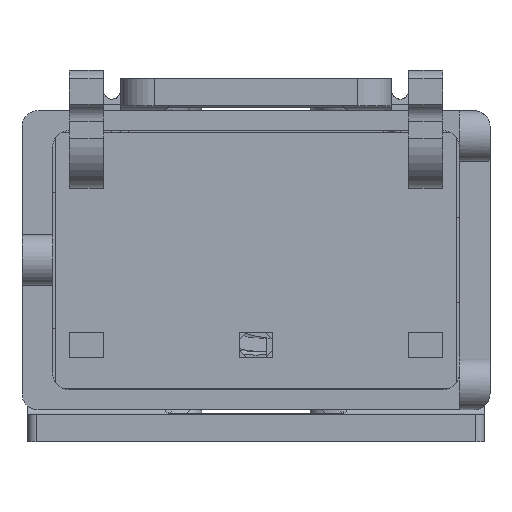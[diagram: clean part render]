
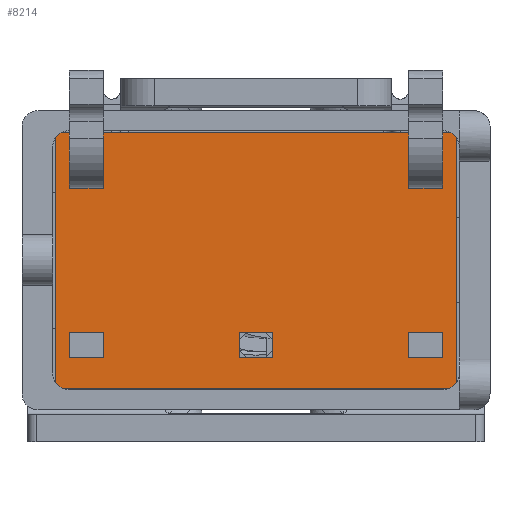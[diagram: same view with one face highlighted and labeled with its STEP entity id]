
A CAD part, front view. The second image highlights one B-rep face of the part: STEP entity #8214.
In plain terms, the highlighted planar face has unit normal (0, -1, 0).
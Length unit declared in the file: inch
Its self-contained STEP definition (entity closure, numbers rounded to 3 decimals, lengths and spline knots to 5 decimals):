
#309=PLANE('',#8844);
#524=CIRCLE('',#8709,0.01);
#561=CIRCLE('',#8845,0.01);
#562=CIRCLE('',#8846,0.01);
#563=CIRCLE('',#8847,0.01);
#2491=ORIENTED_EDGE('',*,*,#4364,.F.);
#2492=ORIENTED_EDGE('',*,*,#3628,.T.);
#2493=ORIENTED_EDGE('',*,*,#4368,.T.);
#2494=ORIENTED_EDGE('',*,*,#4367,.F.);
#2495=ORIENTED_EDGE('',*,*,#4346,.F.);
#2496=ORIENTED_EDGE('',*,*,#4369,.T.);
#2497=ORIENTED_EDGE('',*,*,#3404,.T.);
#2498=ORIENTED_EDGE('',*,*,#4347,.F.);
#2499=ORIENTED_EDGE('',*,*,#4370,.F.);
#2500=ORIENTED_EDGE('',*,*,#4371,.T.);
#2501=ORIENTED_EDGE('',*,*,#4372,.T.);
#2502=ORIENTED_EDGE('',*,*,#4373,.F.);
#2503=ORIENTED_EDGE('',*,*,#4059,.F.);
#2504=ORIENTED_EDGE('',*,*,#4374,.T.);
#2505=ORIENTED_EDGE('',*,*,#4139,.T.);
#2506=ORIENTED_EDGE('',*,*,#4375,.F.);
#2507=ORIENTED_EDGE('',*,*,#4220,.F.);
#2508=ORIENTED_EDGE('',*,*,#4376,.T.);
#2509=ORIENTED_EDGE('',*,*,#4377,.T.);
#2510=ORIENTED_EDGE('',*,*,#3440,.F.);
#2511=ORIENTED_EDGE('',*,*,#4092,.T.);
#2512=ORIENTED_EDGE('',*,*,#4378,.T.);
#2513=ORIENTED_EDGE('',*,*,#3953,.T.);
#2514=ORIENTED_EDGE('',*,*,#4379,.F.);
#2515=ORIENTED_EDGE('',*,*,#4031,.F.);
#2516=ORIENTED_EDGE('',*,*,#4380,.T.);
#2517=ORIENTED_EDGE('',*,*,#3839,.F.);
#2518=ORIENTED_EDGE('',*,*,#4166,.F.);
#3404=EDGE_CURVE('',#4618,#4626,#5369,.T.);
#3440=EDGE_CURVE('',#4659,#4660,#5393,.T.);
#3628=EDGE_CURVE('',#4823,#4825,#5514,.T.);
#3839=EDGE_CURVE('',#4988,#4989,#5659,.T.);
#3953=EDGE_CURVE('',#5073,#5072,#5734,.T.);
#4031=EDGE_CURVE('',#5113,#5114,#5778,.T.);
#4059=EDGE_CURVE('',#5134,#5135,#5799,.T.);
#4092=EDGE_CURVE('',#5158,#5157,#5822,.T.);
#4139=EDGE_CURVE('',#5186,#5187,#5844,.T.);
#4166=EDGE_CURVE('',#5158,#4988,#524,.T.);
#4220=EDGE_CURVE('',#5220,#4659,#5905,.T.);
#4346=EDGE_CURVE('',#5278,#5276,#5974,.T.);
#4347=EDGE_CURVE('',#5276,#4626,#5975,.T.);
#4364=EDGE_CURVE('',#4823,#5281,#5988,.T.);
#4367=EDGE_CURVE('',#5281,#5285,#5991,.T.);
#4368=EDGE_CURVE('',#4825,#5285,#5992,.T.);
#4369=EDGE_CURVE('',#5278,#4618,#5993,.T.);
#4370=EDGE_CURVE('',#5287,#5288,#5994,.T.);
#4371=EDGE_CURVE('',#5287,#5289,#5995,.T.);
#4372=EDGE_CURVE('',#5289,#5290,#5996,.T.);
#4373=EDGE_CURVE('',#5288,#5290,#5997,.T.);
#4374=EDGE_CURVE('',#5134,#5186,#5998,.T.);
#4375=EDGE_CURVE('',#5135,#5187,#5999,.T.);
#4376=EDGE_CURVE('',#5220,#5291,#6000,.T.);
#4377=EDGE_CURVE('',#5291,#4660,#6001,.T.);
#4378=EDGE_CURVE('',#5157,#5073,#561,.T.);
#4379=EDGE_CURVE('',#5114,#5072,#562,.T.);
#4380=EDGE_CURVE('',#5113,#4989,#563,.T.);
#4618=VERTEX_POINT('',#12595);
#4626=VERTEX_POINT('',#12612);
#4659=VERTEX_POINT('',#12749);
#4660=VERTEX_POINT('',#12751);
#4823=VERTEX_POINT('',#13450);
#4825=VERTEX_POINT('',#13454);
#4988=VERTEX_POINT('',#14195);
#4989=VERTEX_POINT('',#14196);
#5072=VERTEX_POINT('',#14761);
#5073=VERTEX_POINT('',#14763);
#5113=VERTEX_POINT('',#15175);
#5114=VERTEX_POINT('',#15177);
#5134=VERTEX_POINT('',#15305);
#5135=VERTEX_POINT('',#15307);
#5157=VERTEX_POINT('',#15404);
#5158=VERTEX_POINT('',#15406);
#5186=VERTEX_POINT('',#15773);
#5187=VERTEX_POINT('',#15774);
#5220=VERTEX_POINT('',#16048);
#5276=VERTEX_POINT('',#16884);
#5278=VERTEX_POINT('',#16889);
#5281=VERTEX_POINT('',#16915);
#5285=VERTEX_POINT('',#16926);
#5287=VERTEX_POINT('',#16934);
#5288=VERTEX_POINT('',#16935);
#5289=VERTEX_POINT('',#16937);
#5290=VERTEX_POINT('',#16939);
#5291=VERTEX_POINT('',#16944);
#5369=LINE('',#12613,#6121);
#5393=LINE('',#12750,#6145);
#5514=LINE('',#13455,#6266);
#5659=LINE('',#14194,#6411);
#5734=LINE('',#14762,#6486);
#5778=LINE('',#15176,#6530);
#5799=LINE('',#15306,#6551);
#5822=LINE('',#15405,#6574);
#5844=LINE('',#15772,#6596);
#5905=LINE('',#16049,#6657);
#5974=LINE('',#16890,#6726);
#5975=LINE('',#16892,#6727);
#5988=LINE('',#16923,#6740);
#5991=LINE('',#16929,#6743);
#5992=LINE('',#16931,#6744);
#5993=LINE('',#16932,#6745);
#5994=LINE('',#16933,#6746);
#5995=LINE('',#16936,#6747);
#5996=LINE('',#16938,#6748);
#5997=LINE('',#16940,#6749);
#5998=LINE('',#16941,#6750);
#5999=LINE('',#16942,#6751);
#6000=LINE('',#16943,#6752);
#6001=LINE('',#16945,#6753);
#6121=VECTOR('',#9067,39.37008);
#6145=VECTOR('',#9123,39.37008);
#6266=VECTOR('',#9406,39.37008);
#6411=VECTOR('',#9731,39.37008);
#6486=VECTOR('',#9890,39.37008);
#6530=VECTOR('',#10012,39.37008);
#6551=VECTOR('',#10053,39.37008);
#6574=VECTOR('',#10110,39.37008);
#6596=VECTOR('',#10176,39.37008);
#6657=VECTOR('',#10329,39.37008);
#6726=VECTOR('',#10576,39.37008);
#6727=VECTOR('',#10579,39.37008);
#6740=VECTOR('',#10616,39.37008);
#6743=VECTOR('',#10621,39.37008);
#6744=VECTOR('',#10624,39.37008);
#6745=VECTOR('',#10625,39.37008);
#6746=VECTOR('',#10626,39.37008);
#6747=VECTOR('',#10627,39.37008);
#6748=VECTOR('',#10628,39.37008);
#6749=VECTOR('',#10629,39.37008);
#6750=VECTOR('',#10630,39.37008);
#6751=VECTOR('',#10631,39.37008);
#6752=VECTOR('',#10632,39.37008);
#6753=VECTOR('',#10633,39.37008);
#7179=EDGE_LOOP('',(#2491,#2492,#2493,#2494));
#7180=EDGE_LOOP('',(#2495,#2496,#2497,#2498));
#7181=EDGE_LOOP('',(#2499,#2500,#2501,#2502));
#7182=EDGE_LOOP('',(#2503,#2504,#2505,#2506));
#7183=EDGE_LOOP('',(#2507,#2508,#2509,#2510));
#7184=EDGE_LOOP('',(#2511,#2512,#2513,#2514,#2515,#2516,#2517,#2518));
#7664=FACE_BOUND('',#7179,.T.);
#7665=FACE_BOUND('',#7180,.T.);
#7666=FACE_BOUND('',#7181,.T.);
#7667=FACE_BOUND('',#7182,.T.);
#7668=FACE_BOUND('',#7183,.T.);
#7669=FACE_BOUND('',#7184,.T.);
#8214=ADVANCED_FACE('',(#7664,#7665,#7666,#7667,#7668,#7669),#309,.T.);
#8709=AXIS2_PLACEMENT_3D('',#15823,#10227,#10228);
#8844=AXIS2_PLACEMENT_3D('',#16930,#10622,#10623);
#8845=AXIS2_PLACEMENT_3D('',#16946,#10634,#10635);
#8846=AXIS2_PLACEMENT_3D('',#16947,#10636,#10637);
#8847=AXIS2_PLACEMENT_3D('',#16948,#10638,#10639);
#9067=DIRECTION('',(0.,0.,-1.));
#9123=DIRECTION('',(1.,0.,0.));
#9406=DIRECTION('',(1.,0.,0.));
#9731=DIRECTION('',(0.,0.,1.));
#9890=DIRECTION('',(0.,0.,1.));
#10012=DIRECTION('',(1.,0.,0.));
#10053=DIRECTION('',(0.,0.,-1.));
#10110=DIRECTION('',(1.,0.,0.));
#10176=DIRECTION('',(0.,0.,-1.));
#10227=DIRECTION('',(0.,1.,0.));
#10228=DIRECTION('',(-0.436,0.,-0.9));
#10329=DIRECTION('',(0.,0.,-1.));
#10576=DIRECTION('',(0.,0.,-1.));
#10579=DIRECTION('',(1.,0.,0.));
#10616=DIRECTION('',(0.,0.,-1.));
#10621=DIRECTION('',(1.,0.,0.));
#10622=DIRECTION('',(0.,-1.,0.));
#10623=DIRECTION('',(0.,0.,-1.));
#10624=DIRECTION('',(0.,0.,-1.));
#10625=DIRECTION('',(1.,0.,0.));
#10626=DIRECTION('',(0.,0.,-1.));
#10627=DIRECTION('',(1.,0.,0.));
#10628=DIRECTION('',(0.,0.,-1.));
#10629=DIRECTION('',(1.,0.,0.));
#10630=DIRECTION('',(1.,0.,0.));
#10631=DIRECTION('',(1.,0.,0.));
#10632=DIRECTION('',(1.,0.,0.));
#10633=DIRECTION('',(0.,0.,-1.));
#10634=DIRECTION('',(0.,-1.,0.));
#10635=DIRECTION('',(0.436,0.,-0.9));
#10636=DIRECTION('',(0.,1.,0.));
#10637=DIRECTION('',(0.436,0.,0.9));
#10638=DIRECTION('',(0.,-1.,0.));
#10639=DIRECTION('',(-0.436,0.,0.9));
#12595=CARTESIAN_POINT('',(-0.09,-0.015,0.0575));
#12612=CARTESIAN_POINT('',(-0.09,-0.015,0.0425));
#12613=CARTESIAN_POINT('',(-0.09,-0.015,-0.0755));
#12749=CARTESIAN_POINT('',(-0.11,-0.015,-0.0575));
#12750=CARTESIAN_POINT('',(-0.11,-0.015,-0.0575));
#12751=CARTESIAN_POINT('',(-0.09,-0.015,-0.0575));
#13450=CARTESIAN_POINT('',(0.09,-0.015,0.0575));
#13454=CARTESIAN_POINT('',(0.11,-0.015,0.0575));
#13455=CARTESIAN_POINT('',(-0.118,-0.015,0.0575));
#14194=CARTESIAN_POINT('',(-0.118,-0.015,-0.0725));
#14195=CARTESIAN_POINT('',(-0.118,-0.015,-0.0725));
#14196=CARTESIAN_POINT('',(-0.118,-0.015,0.0725));
#14761=CARTESIAN_POINT('',(0.118,-0.015,0.0725));
#14762=CARTESIAN_POINT('',(0.118,-0.015,-0.0725));
#14763=CARTESIAN_POINT('',(0.118,-0.015,-0.0725));
#15175=CARTESIAN_POINT('',(-0.11436,-0.015,0.0755));
#15176=CARTESIAN_POINT('',(-0.11436,-0.015,0.0755));
#15177=CARTESIAN_POINT('',(0.11436,-0.015,0.0755));
#15305=CARTESIAN_POINT('',(-0.01,-0.015,-0.0425));
#15306=CARTESIAN_POINT('',(-0.01,-0.015,0.05));
#15307=CARTESIAN_POINT('',(-0.01,-0.015,-0.0575));
#15404=CARTESIAN_POINT('',(0.11436,-0.015,-0.0755));
#15405=CARTESIAN_POINT('',(-0.11436,-0.015,-0.0755));
#15406=CARTESIAN_POINT('',(-0.11436,-0.015,-0.0755));
#15772=CARTESIAN_POINT('',(0.01,-0.015,-0.0425));
#15773=CARTESIAN_POINT('',(0.01,-0.015,-0.0425));
#15774=CARTESIAN_POINT('',(0.01,-0.015,-0.0575));
#15823=CARTESIAN_POINT('',(-0.11,-0.015,-0.0665));
#16048=CARTESIAN_POINT('',(-0.11,-0.015,-0.0425));
#16049=CARTESIAN_POINT('',(-0.11,-0.015,0.0425));
#16884=CARTESIAN_POINT('',(-0.11,-0.015,0.0425));
#16889=CARTESIAN_POINT('',(-0.11,-0.015,0.0575));
#16890=CARTESIAN_POINT('',(-0.11,-0.015,0.0575));
#16892=CARTESIAN_POINT('',(-0.11,-0.015,0.0425));
#16915=CARTESIAN_POINT('',(0.09,-0.015,0.0425));
#16923=CARTESIAN_POINT('',(0.09,-0.015,-0.0575));
#16926=CARTESIAN_POINT('',(0.11,-0.015,0.0425));
#16929=CARTESIAN_POINT('',(0.09,-0.015,0.0425));
#16930=CARTESIAN_POINT('',(-0.118,-0.015,-0.0755));
#16931=CARTESIAN_POINT('',(0.11,-0.015,0.0575));
#16932=CARTESIAN_POINT('',(-0.118,-0.015,0.0575));
#16933=CARTESIAN_POINT('',(0.09,-0.015,-0.0425));
#16934=CARTESIAN_POINT('',(0.09,-0.015,-0.0425));
#16935=CARTESIAN_POINT('',(0.09,-0.015,-0.0575));
#16936=CARTESIAN_POINT('',(0.09,-0.015,-0.0425));
#16937=CARTESIAN_POINT('',(0.11,-0.015,-0.0425));
#16938=CARTESIAN_POINT('',(0.11,-0.015,-0.0755));
#16939=CARTESIAN_POINT('',(0.11,-0.015,-0.0575));
#16940=CARTESIAN_POINT('',(0.09,-0.015,-0.0575));
#16941=CARTESIAN_POINT('',(-0.01,-0.015,-0.0425));
#16942=CARTESIAN_POINT('',(-0.01,-0.015,-0.0575));
#16943=CARTESIAN_POINT('',(-0.11,-0.015,-0.0425));
#16944=CARTESIAN_POINT('',(-0.09,-0.015,-0.0425));
#16945=CARTESIAN_POINT('',(-0.09,-0.015,-0.0755));
#16946=CARTESIAN_POINT('',(0.11,-0.015,-0.0665));
#16947=CARTESIAN_POINT('',(0.11,-0.015,0.0665));
#16948=CARTESIAN_POINT('',(-0.11,-0.015,0.0665));
